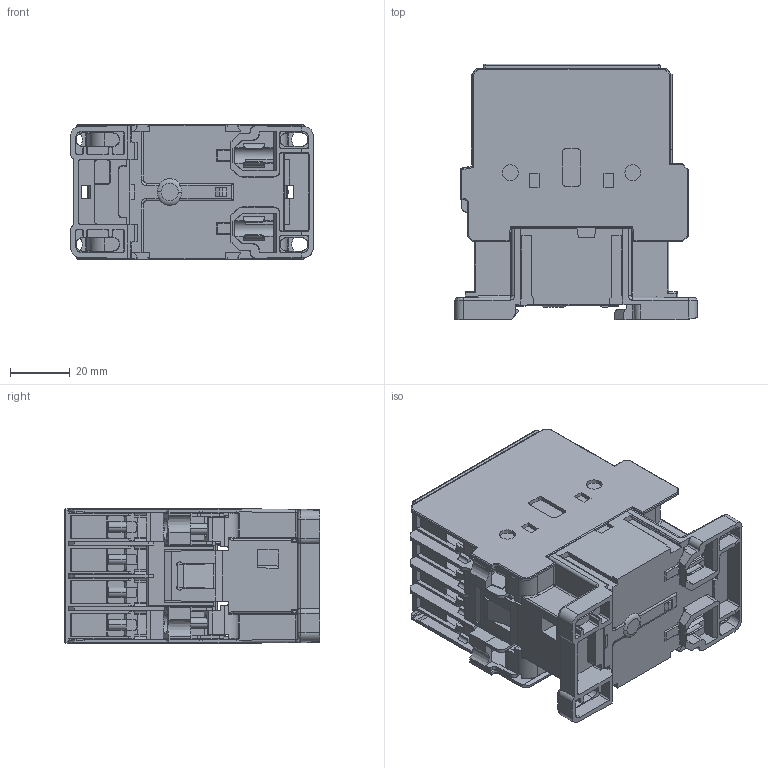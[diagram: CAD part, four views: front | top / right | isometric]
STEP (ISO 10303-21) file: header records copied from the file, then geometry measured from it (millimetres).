
FILE_DESCRIPTION((''),'2;1');
FILE_NAME('CWM9_18-CAWM4','2017-01-31T',('aljaz.cop'),('Audax d.o.o.'),'CREO PARAMETRIC BY PTC INC, 2015380','CREO PARAMETRIC BY PTC INC, 2015380','');
FILE_SCHEMA(('CONFIG_CONTROL_DESIGN'));
Products named in the file (1): CWM9_18-CAWM4
Bounding box: 81 x 85.4 x 45 mm (x, y, z)
Volume: 106926 mm3; surface area: 78551 mm2
Topology: 5 solids, 11 shells, 3195 faces, 8999 edges, 5762 vertices
Faces by surface type: plane 2201, cylinder 693, bspline 176, cone 58, torus 50, sphere 17
Entity records: 112178 total; most frequent: CARTESIAN_POINT 32053, ORIENTED_EDGE 17786, DIRECTION 14808, EDGE_CURVE 8975, VECTOR 6684, LINE 6684, VERTEX_POINT 5762, AXIS2_PLACEMENT_3D 4062
